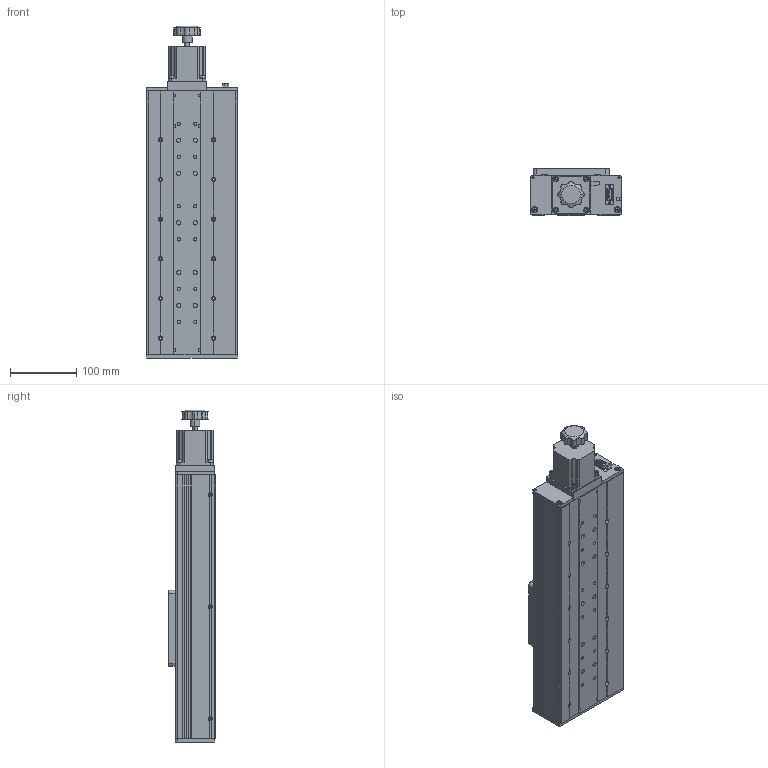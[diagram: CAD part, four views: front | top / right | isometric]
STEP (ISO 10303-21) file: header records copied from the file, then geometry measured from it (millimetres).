
FILE_DESCRIPTION (( 'STEP AP214' ), '1' );
FILE_NAME ('08HMT-200M.STEP', '2018-09-27T05:33:01', ( '' ), ( '' ), 'SwSTEP 2.0', 'SolidWorks 2016', '' );
FILE_SCHEMA (( 'AUTOMOTIVE_DESIGN' ));
Length unit declared in the file: millimetre
Products named in the file (1): 08HMT-200M
Bounding box: 137 x 71 x 502.3 mm (x, y, z)
Surface area: 359874.2 mm2 (no closed solid volume)
Topology: 0 solids, 43 shells, 800 faces, 2709 edges, 1937 vertices
Faces by surface type: plane 368, cylinder 315, cone 79, torus 30, sphere 8
Entity records: 39200 total; most frequent: CARTESIAN_POINT 6199, DIRECTION 5296, ORIENTED_EDGE 4461, EDGE_CURVE 2709, VERTEX_POINT 1937, AXIS2_PLACEMENT_3D 1872, LINE 1552, VECTOR 1552
